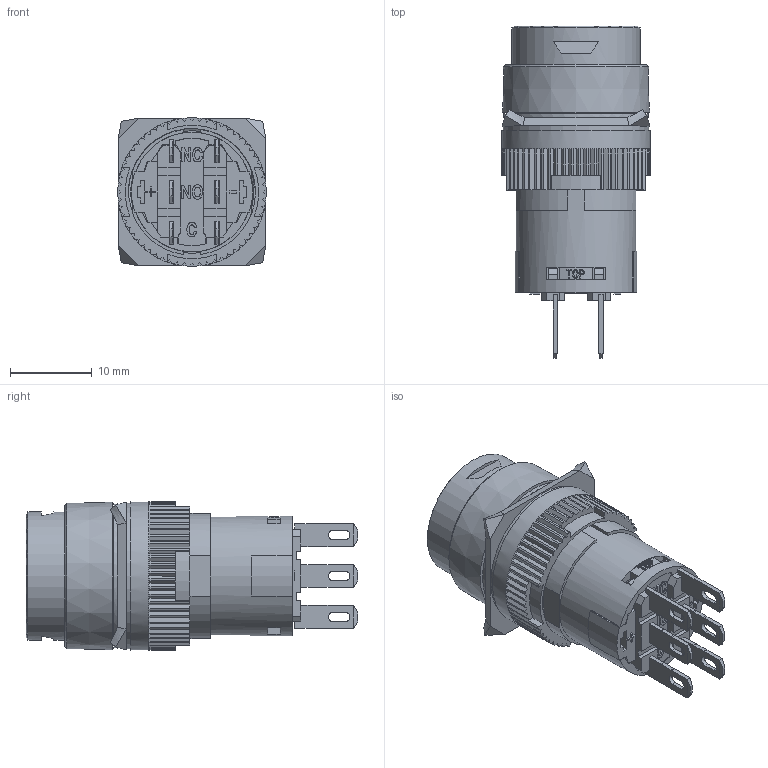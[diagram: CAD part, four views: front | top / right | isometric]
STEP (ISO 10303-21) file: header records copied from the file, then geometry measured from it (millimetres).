
FILE_DESCRIPTION( ( 'Unknown' ), '1' );
FILE_NAME( 'C1S0x-R1xxx-H10-20211013§¹¦¨.stp', 'Unknown', ( 'Unknown' ), ( 'Unknown' ), 'XStep 1.0', 'Unknown', ' ' );
FILE_SCHEMA( ( 'automotive_design' ) );
Length unit declared in the file: millimetre
Products named in the file (1): 12
Bounding box: 18.14 x 40.5 x 18.14 mm (x, y, z)
Volume: 6876.8 mm3; surface area: 3718.4 mm2
Topology: 1 solids, 5 shells, 1051 faces, 3059 edges, 1987 vertices
Faces by surface type: plane 846, cylinder 127, extrusion 46, bspline 28, cone 4
Full cylindrical faces by diameter (mm): 14.6 x1, 15.7 x1, 15.8 x1, 15.94 x1, 16.8 x1, 17.6 x1, 17.78 x1, 18.14 x1
Entity records: 46744 total; most frequent: CARTESIAN_POINT 10909, ORIENTED_EDGE 6068, DIRECTION 5246, EDGE_CURVE 3034, VECTOR 2120, LINE 2074, VERTEX_POINT 1977, AXIS2_PLACEMENT_3D 1563
